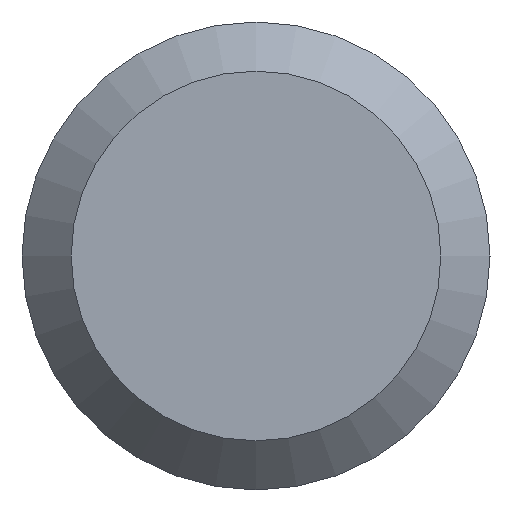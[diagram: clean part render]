
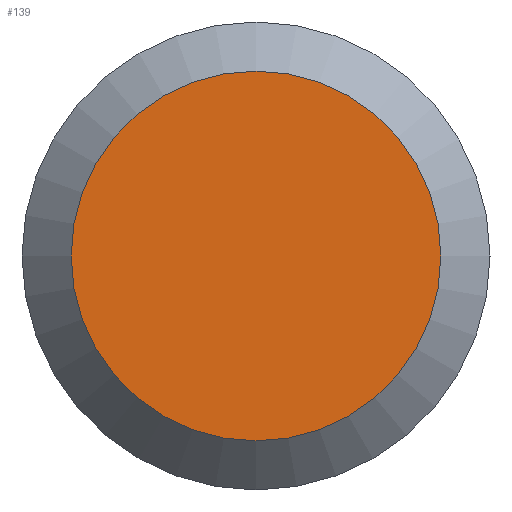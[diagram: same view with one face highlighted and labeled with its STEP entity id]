
A CAD part, left-side view. The second image highlights one B-rep face of the part: STEP entity #139.
In plain terms, the highlighted planar face has unit normal (-1, 0, 0).
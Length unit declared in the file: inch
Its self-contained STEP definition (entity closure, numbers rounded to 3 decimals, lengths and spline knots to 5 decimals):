
#37=FACE_OUTER_BOUND('',#47,.T.);
#47=EDGE_LOOP('',(#99));
#57=CIRCLE('',#164,0.14813);
#69=VERTEX_POINT('',#240);
#80=EDGE_CURVE('',#69,#69,#57,.T.);
#99=ORIENTED_EDGE('',*,*,#80,.F.);
#137=PLANE('',#163);
#139=ADVANCED_FACE('',(#37),#137,.T.);
#163=AXIS2_PLACEMENT_3D('',#239,#187,#188);
#164=AXIS2_PLACEMENT_3D('',#241,#189,#190);
#187=DIRECTION('center_axis',(-1.,0.,0.));
#188=DIRECTION('ref_axis',(0.,0.,1.));
#189=DIRECTION('center_axis',(1.,0.,0.));
#190=DIRECTION('ref_axis',(0.,0.,-1.));
#239=CARTESIAN_POINT('Origin',(0.,0.14813,0.));
#240=CARTESIAN_POINT('',(0.,-0.14813,0.));
#241=CARTESIAN_POINT('Origin',(0.,0.,0.));
